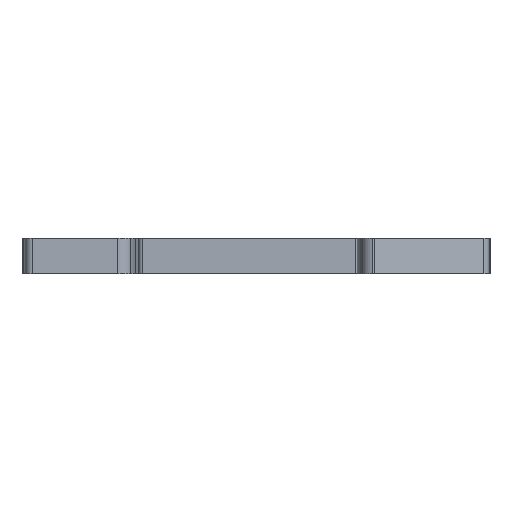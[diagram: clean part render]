
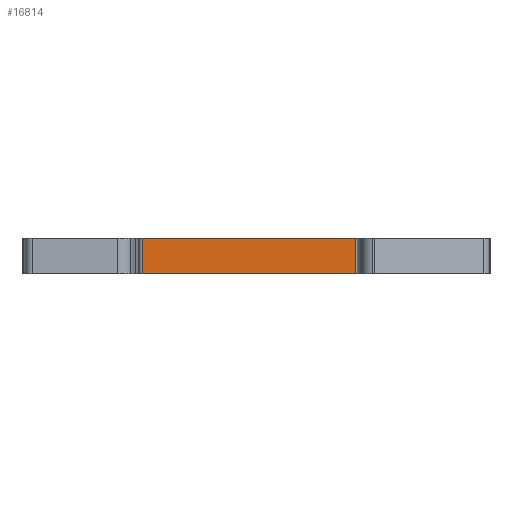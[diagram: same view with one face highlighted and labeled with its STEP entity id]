
A CAD part, front view. The second image highlights one B-rep face of the part: STEP entity #16814.
In plain terms, the highlighted planar face has unit normal (0, -1, 0).
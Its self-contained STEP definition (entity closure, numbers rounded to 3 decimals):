
#3970=DIRECTION('',(0.,0.,-1.));
#3971=VECTOR('',#3970,5.2);
#3972=CARTESIAN_POINT('',(-12.645,0.,2.6));
#3973=LINE('',#3972,#3971);
#3974=DIRECTION('',(-1.,0.,0.));
#3975=VECTOR('',#3974,30.895);
#3976=CARTESIAN_POINT('',(18.25,0.,-2.6));
#3977=LINE('',#3976,#3975);
#3978=DIRECTION('',(1.,0.,0.));
#3979=VECTOR('',#3978,30.895);
#3980=CARTESIAN_POINT('',(-12.645,0.,2.6));
#3981=LINE('',#3980,#3979);
#3982=DIRECTION('',(0.,0.,-1.));
#3983=VECTOR('',#3982,5.2);
#3984=CARTESIAN_POINT('',(18.25,0.,2.6));
#3985=LINE('',#3984,#3983);
#9370=CARTESIAN_POINT('',(-12.645,0.,-2.6));
#9371=VERTEX_POINT('',#9370);
#9372=CARTESIAN_POINT('',(18.25,0.,-2.6));
#9373=VERTEX_POINT('',#9372);
#9826=CARTESIAN_POINT('',(18.25,0.,2.6));
#9827=VERTEX_POINT('',#9826);
#9828=CARTESIAN_POINT('',(-12.645,0.,2.6));
#9829=VERTEX_POINT('',#9828);
#16802=CARTESIAN_POINT('',(2.802,0.,0.));
#16803=DIRECTION('',(0.,1.,0.));
#16804=DIRECTION('',(1.,0.,0.));
#16805=AXIS2_PLACEMENT_3D('',#16802,#16803,#16804);
#16806=PLANE('',#16805);
#16807=ORIENTED_EDGE('',*,*,#15659,.T.);
#16808=ORIENTED_EDGE('',*,*,#16797,.F.);
#16809=ORIENTED_EDGE('',*,*,#13426,.T.);
#16811=ORIENTED_EDGE('',*,*,#16810,.T.);
#16812=EDGE_LOOP('',(#16807,#16808,#16809,#16811));
#16813=FACE_OUTER_BOUND('',#16812,.F.);
#16814=ADVANCED_FACE('',(#16813),#16806,.F.);
#13426=EDGE_CURVE('',#9829,#9827,#3981,.T.);
#15659=EDGE_CURVE('',#9373,#9371,#3977,.T.);
#16797=EDGE_CURVE('',#9829,#9371,#3973,.T.);
#16810=EDGE_CURVE('',#9827,#9373,#3985,.T.);
